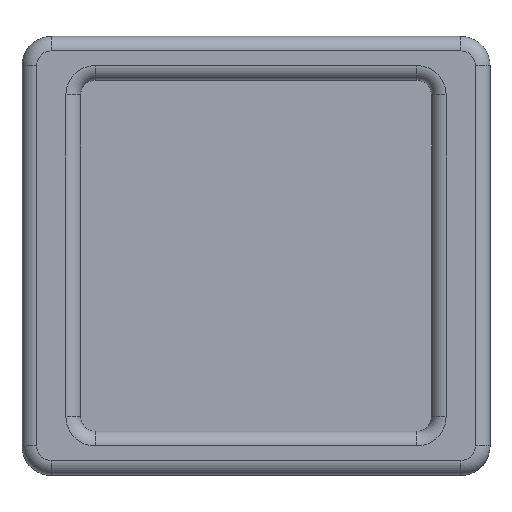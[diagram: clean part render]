
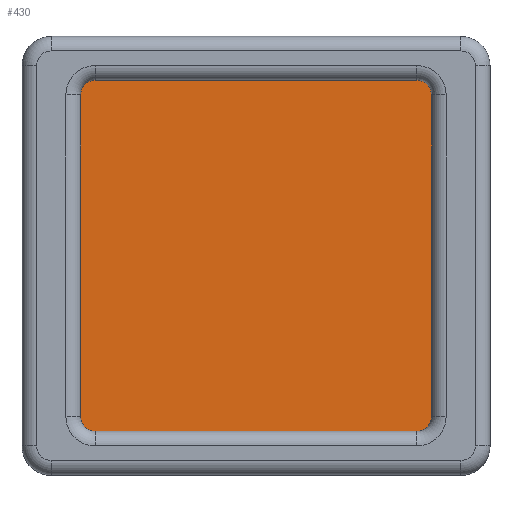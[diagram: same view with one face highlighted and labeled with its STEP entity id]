
A CAD part, top view. The second image highlights one B-rep face of the part: STEP entity #430.
In plain terms, the highlighted planar face has unit normal (0, 0, 1).
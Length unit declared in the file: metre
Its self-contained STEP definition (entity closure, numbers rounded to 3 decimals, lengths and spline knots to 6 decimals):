
#57=LINE('',#770,#85);
#58=LINE('',#775,#86);
#59=LINE('',#779,#87);
#60=LINE('',#783,#88);
#85=VECTOR('',#610,1.);
#86=VECTOR('',#613,1.);
#87=VECTOR('',#616,1.);
#88=VECTOR('',#619,1.);
#145=ORIENTED_EDGE('',*,*,#257,.T.);
#146=ORIENTED_EDGE('',*,*,#258,.T.);
#147=ORIENTED_EDGE('',*,*,#259,.T.);
#148=ORIENTED_EDGE('',*,*,#260,.T.);
#149=ORIENTED_EDGE('',*,*,#261,.F.);
#150=ORIENTED_EDGE('',*,*,#262,.T.);
#151=ORIENTED_EDGE('',*,*,#263,.F.);
#152=ORIENTED_EDGE('',*,*,#264,.T.);
#257=EDGE_CURVE('',#313,#314,#57,.T.);
#258=EDGE_CURVE('',#314,#315,#337,.T.);
#259=EDGE_CURVE('',#315,#316,#58,.T.);
#260=EDGE_CURVE('',#316,#317,#338,.T.);
#261=EDGE_CURVE('',#318,#317,#59,.T.);
#262=EDGE_CURVE('',#318,#319,#339,.T.);
#263=EDGE_CURVE('',#320,#319,#60,.T.);
#264=EDGE_CURVE('',#320,#313,#340,.T.);
#313=VERTEX_POINT('',#771);
#314=VERTEX_POINT('',#772);
#315=VERTEX_POINT('',#774);
#316=VERTEX_POINT('',#776);
#317=VERTEX_POINT('',#778);
#318=VERTEX_POINT('',#780);
#319=VERTEX_POINT('',#782);
#320=VERTEX_POINT('',#784);
#337=CIRCLE('',#494,0.00005);
#338=CIRCLE('',#495,0.00005);
#339=CIRCLE('',#496,0.00005);
#340=CIRCLE('',#497,0.00005);
#368=EDGE_LOOP('',(#145,#146,#147,#148,#149,#150,#151,#152));
#396=FACE_BOUND('',#368,.T.);
#419=PLANE('',#493);
#430=ADVANCED_FACE('',(#396),#419,.T.);
#493=AXIS2_PLACEMENT_3D('',#769,#608,#609);
#494=AXIS2_PLACEMENT_3D('',#773,#611,#612);
#495=AXIS2_PLACEMENT_3D('',#777,#614,#615);
#496=AXIS2_PLACEMENT_3D('',#781,#617,#618);
#497=AXIS2_PLACEMENT_3D('',#785,#620,#621);
#608=DIRECTION('',(0.,0.,1.));
#609=DIRECTION('',(1.,0.,0.));
#610=DIRECTION('',(0.,-1.,0.));
#611=DIRECTION('',(0.,0.,1.));
#612=DIRECTION('',(1.,0.,0.));
#613=DIRECTION('',(1.,0.,0.));
#614=DIRECTION('',(0.,0.,1.));
#615=DIRECTION('',(1.,0.,0.));
#616=DIRECTION('',(0.,-1.,0.));
#617=DIRECTION('',(0.,0.,1.));
#618=DIRECTION('',(1.,0.,0.));
#619=DIRECTION('',(1.,0.,0.));
#620=DIRECTION('',(0.,0.,1.));
#621=DIRECTION('',(1.,0.,0.));
#769=CARTESIAN_POINT('',(0.,0.,0.00095));
#770=CARTESIAN_POINT('',(-0.0006,0.,0.00095));
#771=CARTESIAN_POINT('',(-0.0006,0.00055,0.00095));
#772=CARTESIAN_POINT('',(-0.0006,-0.00055,0.00095));
#773=CARTESIAN_POINT('',(-0.00055,-0.00055,0.00095));
#774=CARTESIAN_POINT('',(-0.00055,-0.0006,0.00095));
#775=CARTESIAN_POINT('',(0.,-0.0006,0.00095));
#776=CARTESIAN_POINT('',(0.00055,-0.0006,0.00095));
#777=CARTESIAN_POINT('',(0.00055,-0.00055,0.00095));
#778=CARTESIAN_POINT('',(0.0006,-0.00055,0.00095));
#779=CARTESIAN_POINT('',(0.0006,0.,0.00095));
#780=CARTESIAN_POINT('',(0.0006,0.00055,0.00095));
#781=CARTESIAN_POINT('',(0.00055,0.00055,0.00095));
#782=CARTESIAN_POINT('',(0.00055,0.0006,0.00095));
#783=CARTESIAN_POINT('',(0.,0.0006,0.00095));
#784=CARTESIAN_POINT('',(-0.00055,0.0006,0.00095));
#785=CARTESIAN_POINT('',(-0.00055,0.00055,0.00095));
